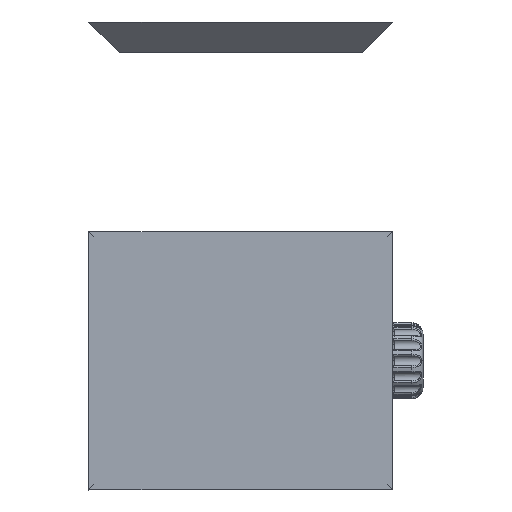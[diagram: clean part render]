
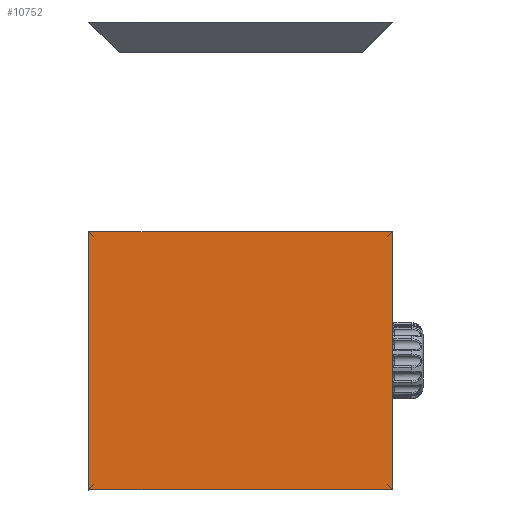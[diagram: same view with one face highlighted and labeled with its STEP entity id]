
A CAD part, front view. The second image highlights one B-rep face of the part: STEP entity #10752.
In plain terms, the highlighted planar face has unit normal (0, -1, 0).
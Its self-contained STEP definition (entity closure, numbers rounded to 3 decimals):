
#556 = DIRECTION ( 'NONE',  ( 0., 1., 0. ) ) ;
#679 = EDGE_LOOP ( 'NONE', ( #682, #11704, #9912, #10928 ) ) ;
#682 = ORIENTED_EDGE ( 'NONE', *, *, #11233, .F. ) ;
#987 = DIRECTION ( 'NONE',  ( 0., 0., 1. ) ) ;
#1043 = CARTESIAN_POINT ( 'NONE',  ( -9.383, 0., -7.396 ) ) ;
#1614 = FACE_OUTER_BOUND ( 'NONE', #679, .T. ) ;
#1679 = EDGE_CURVE ( 'NONE', #5974, #10299, #11739, .T. ) ;
#1842 = AXIS2_PLACEMENT_3D ( 'NONE', #8736, #556, #9694 ) ;
#2530 = CARTESIAN_POINT ( 'NONE',  ( -9.383, 0., -7.396 ) ) ;
#2621 = VECTOR ( 'NONE', #7136, 1000. ) ;
#2799 = VERTEX_POINT ( 'NONE', #11394 ) ;
#3298 = VECTOR ( 'NONE', #8125, 1000. ) ;
#3585 = VECTOR ( 'NONE', #987, 1000. ) ;
#4240 = PLANE ( 'NONE',  #1842 ) ;
#4396 = VERTEX_POINT ( 'NONE', #9178 ) ;
#4402 = EDGE_CURVE ( 'NONE', #4396, #5974, #5652, .T. ) ;
#5528 = LINE ( 'NONE', #9174, #3585 ) ;
#5652 = LINE ( 'NONE', #9307, #3298 ) ;
#5974 = VERTEX_POINT ( 'NONE', #9786 ) ;
#6102 = CARTESIAN_POINT ( 'NONE',  ( -9.383, 0., 9.604 ) ) ;
#7136 = DIRECTION ( 'NONE',  ( -1., 0., 0. ) ) ;
#7990 = EDGE_CURVE ( 'NONE', #2799, #4396, #11544, .T. ) ;
#8125 = DIRECTION ( 'NONE',  ( 0., 0., -1. ) ) ;
#8318 = VECTOR ( 'NONE', #8847, 1000. ) ;
#8736 = CARTESIAN_POINT ( 'NONE',  ( 0., 0., 0. ) ) ;
#8847 = DIRECTION ( 'NONE',  ( 1., 0., 0. ) ) ;
#9174 = CARTESIAN_POINT ( 'NONE',  ( -9.383, 0., -7.396 ) ) ;
#9178 = CARTESIAN_POINT ( 'NONE',  ( 10.617, 0., 9.604 ) ) ;
#9307 = CARTESIAN_POINT ( 'NONE',  ( 10.617, 0., -7.396 ) ) ;
#9694 = DIRECTION ( 'NONE',  ( 0., 0., 1. ) ) ;
#9786 = CARTESIAN_POINT ( 'NONE',  ( 10.617, 0., -7.396 ) ) ;
#9912 = ORIENTED_EDGE ( 'NONE', *, *, #4402, .F. ) ;
#10299 = VERTEX_POINT ( 'NONE', #1043 ) ;
#10752 = ADVANCED_FACE ( 'NONE', ( #1614 ), #4240, .F. ) ;
#10928 = ORIENTED_EDGE ( 'NONE', *, *, #7990, .F. ) ;
#11233 = EDGE_CURVE ( 'NONE', #10299, #2799, #5528, .T. ) ;
#11394 = CARTESIAN_POINT ( 'NONE',  ( -9.383, 0., 9.604 ) ) ;
#11544 = LINE ( 'NONE', #6102, #8318 ) ;
#11704 = ORIENTED_EDGE ( 'NONE', *, *, #1679, .F. ) ;
#11739 = LINE ( 'NONE', #2530, #2621 ) ;
